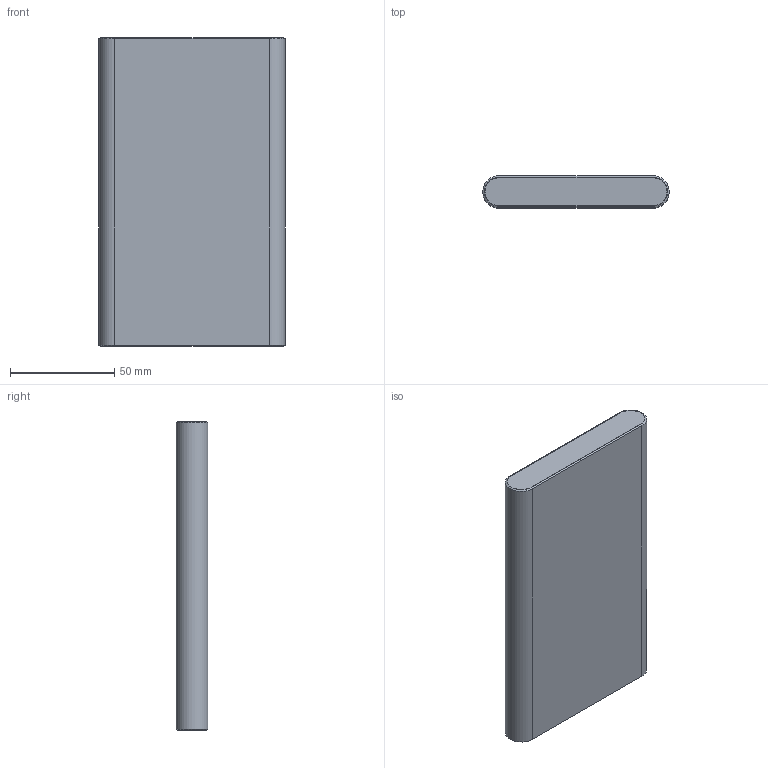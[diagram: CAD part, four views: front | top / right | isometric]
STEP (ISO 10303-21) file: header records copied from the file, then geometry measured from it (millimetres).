
FILE_DESCRIPTION(/* description */ (''),/* implementation_level */ '2;1');
FILE_NAME(/* name */ 'MI Powerbank.step',/* time_stamp */ '2021-11-19T11:25:08+06:00',/* author */ (''),/* organization */ (''),/* preprocessor_version */ 'ST-DEVELOPER v18.1',/* originating_system */ 'Autodesk Translation Framework v10.10.0.1391',/* authorisation */ '');
FILE_SCHEMA (('AUTOMOTIVE_DESIGN { 1 0 10303 214 3 1 1 }'));
Length unit declared in the file: millimetre
Products named in the file (9): MI Powerbank; USB Type C Male; pendrive_k; pendrive_k_1; pendrive_k_2; Component2; Component3; Component4; Component5
Assembly tree (13 placements, depth 3):
  MI Powerbank
    USB Type C Male
    pendrive_k
      pendrive_k_2
      Component2
      Component3
      Component4
      Component5
    pendrive_k_1
      pendrive_k_2
      Component2
      Component3
      Component4
      Component5
Bounding box: 89.2 x 15.3 x 147.9 mm (x, y, z)
Volume: 192674.2 mm3; surface area: 147372.3 mm2
Topology: 44 solids, 46 shells, 406 faces, 898 edges, 596 vertices
Faces by surface type: plane 278, cylinder 98, torus 16, bspline 8, cone 6
Full cylindrical faces by diameter (mm): 0.5 x12
Entity records: 10689 total; most frequent: CARTESIAN_POINT 2121, DIRECTION 1776, ORIENTED_EDGE 1580, EDGE_CURVE 798, AXIS2_PLACEMENT_3D 606, LINE 564, VECTOR 564, VERTEX_POINT 524
